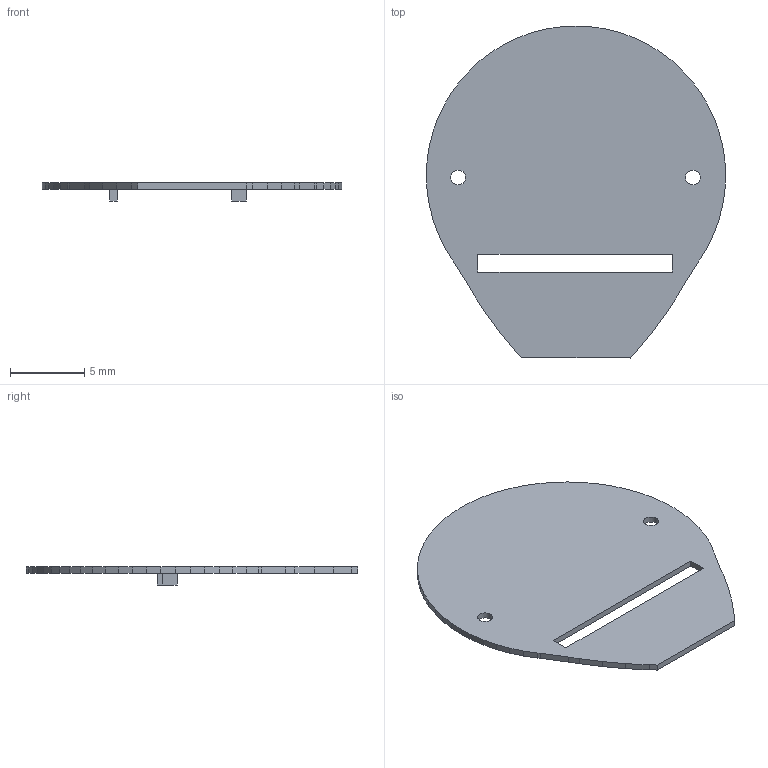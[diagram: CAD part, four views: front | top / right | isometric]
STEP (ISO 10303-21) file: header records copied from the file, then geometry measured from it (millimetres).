
FILE_DESCRIPTION(('Open CASCADE Model'),'2;1');
FILE_NAME('Open CASCADE Shape Model','2024-08-12T11:55:47',('Author'),( 'Open CASCADE'),'Open CASCADE STEP processor 6.5','Open CASCADE 6.5' ,'Unknown');
FILE_SCHEMA(('AUTOMOTIVE_DESIGN { 1 0 10303 214 1 1 1 1 }'));
Length unit declared in the file: millimetre
Products named in the file (8): PCB; Board; R?; 615498128; Extruded; R1; 615498000
Assembly tree (7 placements, depth 4):
  PCB
    Board
    R?
      615498128
        Extruded
    R1
      615498000
        Extruded
Bounding box: 20.09 x 22.29 x 1.21 mm (x, y, z)
Volume: 136.3 mm3; surface area: 707.1 mm2
Topology: 3 solids, 3 shells, 79 faces, 219 edges, 146 vertices
Faces by surface type: plane 77, cylinder 2
Full cylindrical faces by diameter (mm): 1 x2
Entity records: 5512 total; most frequent: CARTESIAN_POINT 914, DIRECTION 831, LINE 649, VECTOR 649, ORIENTED_EDGE 438, PCURVE 438, DEFINITIONAL_REPRESENTATION 438, EDGE_CURVE 219
